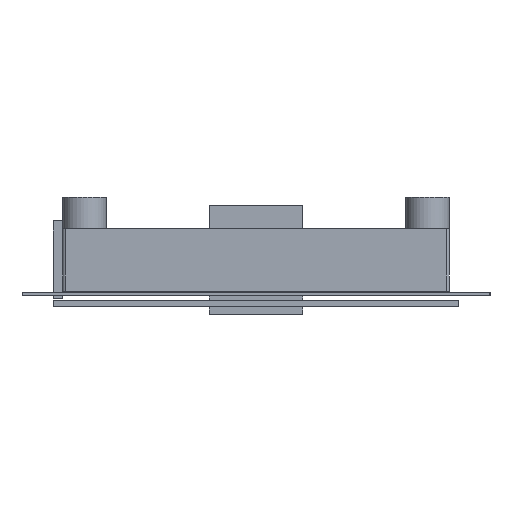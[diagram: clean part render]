
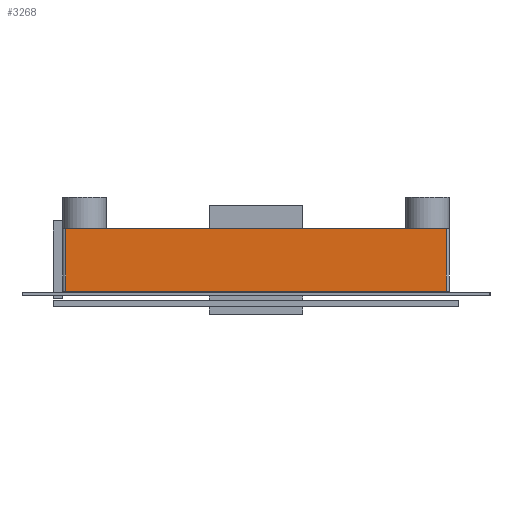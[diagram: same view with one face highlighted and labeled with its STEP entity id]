
A CAD part, left-side view. The second image highlights one B-rep face of the part: STEP entity #3268.
In plain terms, the highlighted planar face has unit normal (-1, 0, 0).
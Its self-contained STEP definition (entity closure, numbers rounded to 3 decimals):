
#1989 = PLANE('',#1990);
#1990 = AXIS2_PLACEMENT_3D('',#1991,#1992,#1993);
#1991 = CARTESIAN_POINT('',(0.,0.,1.));
#1992 = DIRECTION('',(0.,0.,1.));
#1993 = DIRECTION('',(1.,0.,-0.));
#2619 = VERTEX_POINT('',#2620);
#2620 = CARTESIAN_POINT('',(-87.,-61.,1.));
#2639 = CYLINDRICAL_SURFACE('',#2640,1.);
#2640 = AXIS2_PLACEMENT_3D('',#2641,#2642,#2643);
#2641 = CARTESIAN_POINT('',(-86.,-61.,1.));
#2642 = DIRECTION('',(0.,0.,1.));
#2643 = DIRECTION('',(0.,-1.,0.));
#2815 = VERTEX_POINT('',#2816);
#2816 = CARTESIAN_POINT('',(-87.,61.,1.));
#2831 = CYLINDRICAL_SURFACE('',#2832,1.);
#2832 = AXIS2_PLACEMENT_3D('',#2833,#2834,#2835);
#2833 = CARTESIAN_POINT('',(-86.,61.,1.));
#2834 = DIRECTION('',(0.,0.,1.));
#2835 = DIRECTION('',(-0.,1.,0.));
#2843 = EDGE_CURVE('',#2619,#2815,#2844,.T.);
#2844 = SURFACE_CURVE('',#2845,(#2849,#2856),.PCURVE_S1.);
#2845 = LINE('',#2846,#2847);
#2846 = CARTESIAN_POINT('',(-87.,-61.,1.));
#2847 = VECTOR('',#2848,1.);
#2848 = DIRECTION('',(0.,1.,0.));
#2849 = PCURVE('',#1989,#2850);
#2850 = DEFINITIONAL_REPRESENTATION('',(#2851),#2855);
#2851 = LINE('',#2852,#2853);
#2852 = CARTESIAN_POINT('',(-87.,-61.));
#2853 = VECTOR('',#2854,1.);
#2854 = DIRECTION('',(0.,1.));
#2855 = ( GEOMETRIC_REPRESENTATION_CONTEXT(2) 
PARAMETRIC_REPRESENTATION_CONTEXT() REPRESENTATION_CONTEXT('2D SPACE',''
  ) );
#2856 = PCURVE('',#2857,#2862);
#2857 = PLANE('',#2858);
#2858 = AXIS2_PLACEMENT_3D('',#2859,#2860,#2861);
#2859 = CARTESIAN_POINT('',(-87.,62.,1.));
#2860 = DIRECTION('',(1.,0.,-0.));
#2861 = DIRECTION('',(0.,-1.,0.));
#2862 = DEFINITIONAL_REPRESENTATION('',(#2863),#2867);
#2863 = LINE('',#2864,#2865);
#2864 = CARTESIAN_POINT('',(123.,0.));
#2865 = VECTOR('',#2866,1.);
#2866 = DIRECTION('',(-1.,0.));
#2867 = ( GEOMETRIC_REPRESENTATION_CONTEXT(2) 
PARAMETRIC_REPRESENTATION_CONTEXT() REPRESENTATION_CONTEXT('2D SPACE',''
  ) );
#2944 = PLANE('',#2945);
#2945 = AXIS2_PLACEMENT_3D('',#2946,#2947,#2948);
#2946 = CARTESIAN_POINT('',(0.,0.,21.));
#2947 = DIRECTION('',(0.,0.,1.));
#2948 = DIRECTION('',(1.,0.,-0.));
#3055 = PLANE('',#3056);
#3056 = AXIS2_PLACEMENT_3D('',#3057,#3058,#3059);
#3057 = CARTESIAN_POINT('',(0.,0.,21.));
#3058 = DIRECTION('',(0.,0.,1.));
#3059 = DIRECTION('',(1.,0.,-0.));
#3092 = EDGE_CURVE('',#2619,#3093,#3095,.T.);
#3093 = VERTEX_POINT('',#3094);
#3094 = CARTESIAN_POINT('',(-87.,-61.,21.));
#3095 = SURFACE_CURVE('',#3096,(#3100,#3107),.PCURVE_S1.);
#3096 = LINE('',#3097,#3098);
#3097 = CARTESIAN_POINT('',(-87.,-61.,1.));
#3098 = VECTOR('',#3099,1.);
#3099 = DIRECTION('',(0.,0.,1.));
#3100 = PCURVE('',#2639,#3101);
#3101 = DEFINITIONAL_REPRESENTATION('',(#3102),#3106);
#3102 = LINE('',#3103,#3104);
#3103 = CARTESIAN_POINT('',(-1.571,0.));
#3104 = VECTOR('',#3105,1.);
#3105 = DIRECTION('',(-0.,1.));
#3106 = ( GEOMETRIC_REPRESENTATION_CONTEXT(2) 
PARAMETRIC_REPRESENTATION_CONTEXT() REPRESENTATION_CONTEXT('2D SPACE',''
  ) );
#3107 = PCURVE('',#2857,#3108);
#3108 = DEFINITIONAL_REPRESENTATION('',(#3109),#3113);
#3109 = LINE('',#3110,#3111);
#3110 = CARTESIAN_POINT('',(123.,0.));
#3111 = VECTOR('',#3112,1.);
#3112 = DIRECTION('',(0.,-1.));
#3113 = ( GEOMETRIC_REPRESENTATION_CONTEXT(2) 
PARAMETRIC_REPRESENTATION_CONTEXT() REPRESENTATION_CONTEXT('2D SPACE',''
  ) );
#3132 = PLANE('',#3133);
#3133 = AXIS2_PLACEMENT_3D('',#3134,#3135,#3136);
#3134 = CARTESIAN_POINT('',(0.,0.,21.));
#3135 = DIRECTION('',(0.,0.,1.));
#3136 = DIRECTION('',(1.,0.,-0.));
#3268 = ADVANCED_FACE('',(#3269),#2857,.F.);
#3269 = FACE_BOUND('',#3270,.F.);
#3270 = EDGE_LOOP('',(#3271,#3272,#3295,#3318,#3341,#3362));
#3271 = ORIENTED_EDGE('',*,*,#2843,.T.);
#3272 = ORIENTED_EDGE('',*,*,#3273,.T.);
#3273 = EDGE_CURVE('',#2815,#3274,#3276,.T.);
#3274 = VERTEX_POINT('',#3275);
#3275 = CARTESIAN_POINT('',(-87.,61.,21.));
#3276 = SURFACE_CURVE('',#3277,(#3281,#3288),.PCURVE_S1.);
#3277 = LINE('',#3278,#3279);
#3278 = CARTESIAN_POINT('',(-87.,61.,1.));
#3279 = VECTOR('',#3280,1.);
#3280 = DIRECTION('',(0.,0.,1.));
#3281 = PCURVE('',#2857,#3282);
#3282 = DEFINITIONAL_REPRESENTATION('',(#3283),#3287);
#3283 = LINE('',#3284,#3285);
#3284 = CARTESIAN_POINT('',(1.,0.));
#3285 = VECTOR('',#3286,1.);
#3286 = DIRECTION('',(0.,-1.));
#3287 = ( GEOMETRIC_REPRESENTATION_CONTEXT(2) 
PARAMETRIC_REPRESENTATION_CONTEXT() REPRESENTATION_CONTEXT('2D SPACE',''
  ) );
#3288 = PCURVE('',#2831,#3289);
#3289 = DEFINITIONAL_REPRESENTATION('',(#3290),#3294);
#3290 = LINE('',#3291,#3292);
#3291 = CARTESIAN_POINT('',(1.571,0.));
#3292 = VECTOR('',#3293,1.);
#3293 = DIRECTION('',(0.,1.));
#3294 = ( GEOMETRIC_REPRESENTATION_CONTEXT(2) 
PARAMETRIC_REPRESENTATION_CONTEXT() REPRESENTATION_CONTEXT('2D SPACE',''
  ) );
#3295 = ORIENTED_EDGE('',*,*,#3296,.T.);
#3296 = EDGE_CURVE('',#3274,#3297,#3299,.T.);
#3297 = VERTEX_POINT('',#3298);
#3298 = CARTESIAN_POINT('',(-87.,55.,21.));
#3299 = SURFACE_CURVE('',#3300,(#3304,#3311),.PCURVE_S1.);
#3300 = LINE('',#3301,#3302);
#3301 = CARTESIAN_POINT('',(-87.,62.,21.));
#3302 = VECTOR('',#3303,1.);
#3303 = DIRECTION('',(0.,-1.,0.));
#3304 = PCURVE('',#2857,#3305);
#3305 = DEFINITIONAL_REPRESENTATION('',(#3306),#3310);
#3306 = LINE('',#3307,#3308);
#3307 = CARTESIAN_POINT('',(0.,-20.));
#3308 = VECTOR('',#3309,1.);
#3309 = DIRECTION('',(1.,0.));
#3310 = ( GEOMETRIC_REPRESENTATION_CONTEXT(2) 
PARAMETRIC_REPRESENTATION_CONTEXT() REPRESENTATION_CONTEXT('2D SPACE',''
  ) );
#3311 = PCURVE('',#3055,#3312);
#3312 = DEFINITIONAL_REPRESENTATION('',(#3313),#3317);
#3313 = LINE('',#3314,#3315);
#3314 = CARTESIAN_POINT('',(-87.,62.));
#3315 = VECTOR('',#3316,1.);
#3316 = DIRECTION('',(0.,-1.));
#3317 = ( GEOMETRIC_REPRESENTATION_CONTEXT(2) 
PARAMETRIC_REPRESENTATION_CONTEXT() REPRESENTATION_CONTEXT('2D SPACE',''
  ) );
#3318 = ORIENTED_EDGE('',*,*,#3319,.T.);
#3319 = EDGE_CURVE('',#3297,#3320,#3322,.T.);
#3320 = VERTEX_POINT('',#3321);
#3321 = CARTESIAN_POINT('',(-87.,-55.,21.));
#3322 = SURFACE_CURVE('',#3323,(#3327,#3334),.PCURVE_S1.);
#3323 = LINE('',#3324,#3325);
#3324 = CARTESIAN_POINT('',(-87.,62.,21.));
#3325 = VECTOR('',#3326,1.);
#3326 = DIRECTION('',(0.,-1.,0.));
#3327 = PCURVE('',#2857,#3328);
#3328 = DEFINITIONAL_REPRESENTATION('',(#3329),#3333);
#3329 = LINE('',#3330,#3331);
#3330 = CARTESIAN_POINT('',(0.,-20.));
#3331 = VECTOR('',#3332,1.);
#3332 = DIRECTION('',(1.,0.));
#3333 = ( GEOMETRIC_REPRESENTATION_CONTEXT(2) 
PARAMETRIC_REPRESENTATION_CONTEXT() REPRESENTATION_CONTEXT('2D SPACE',''
  ) );
#3334 = PCURVE('',#2944,#3335);
#3335 = DEFINITIONAL_REPRESENTATION('',(#3336),#3340);
#3336 = LINE('',#3337,#3338);
#3337 = CARTESIAN_POINT('',(-87.,62.));
#3338 = VECTOR('',#3339,1.);
#3339 = DIRECTION('',(0.,-1.));
#3340 = ( GEOMETRIC_REPRESENTATION_CONTEXT(2) 
PARAMETRIC_REPRESENTATION_CONTEXT() REPRESENTATION_CONTEXT('2D SPACE',''
  ) );
#3341 = ORIENTED_EDGE('',*,*,#3342,.T.);
#3342 = EDGE_CURVE('',#3320,#3093,#3343,.T.);
#3343 = SURFACE_CURVE('',#3344,(#3348,#3355),.PCURVE_S1.);
#3344 = LINE('',#3345,#3346);
#3345 = CARTESIAN_POINT('',(-87.,62.,21.));
#3346 = VECTOR('',#3347,1.);
#3347 = DIRECTION('',(0.,-1.,0.));
#3348 = PCURVE('',#2857,#3349);
#3349 = DEFINITIONAL_REPRESENTATION('',(#3350),#3354);
#3350 = LINE('',#3351,#3352);
#3351 = CARTESIAN_POINT('',(0.,-20.));
#3352 = VECTOR('',#3353,1.);
#3353 = DIRECTION('',(1.,0.));
#3354 = ( GEOMETRIC_REPRESENTATION_CONTEXT(2) 
PARAMETRIC_REPRESENTATION_CONTEXT() REPRESENTATION_CONTEXT('2D SPACE',''
  ) );
#3355 = PCURVE('',#3132,#3356);
#3356 = DEFINITIONAL_REPRESENTATION('',(#3357),#3361);
#3357 = LINE('',#3358,#3359);
#3358 = CARTESIAN_POINT('',(-87.,62.));
#3359 = VECTOR('',#3360,1.);
#3360 = DIRECTION('',(0.,-1.));
#3361 = ( GEOMETRIC_REPRESENTATION_CONTEXT(2) 
PARAMETRIC_REPRESENTATION_CONTEXT() REPRESENTATION_CONTEXT('2D SPACE',''
  ) );
#3362 = ORIENTED_EDGE('',*,*,#3092,.F.);
